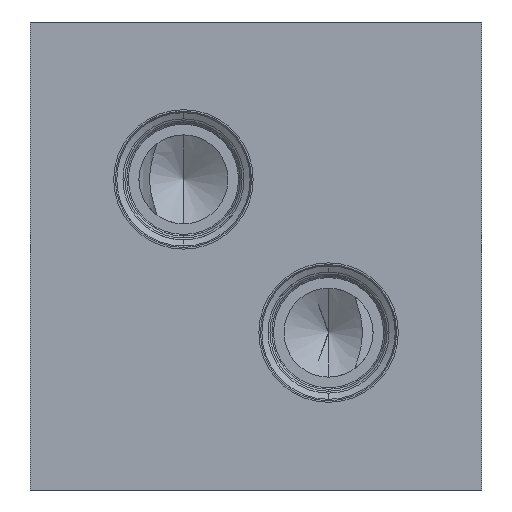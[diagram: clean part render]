
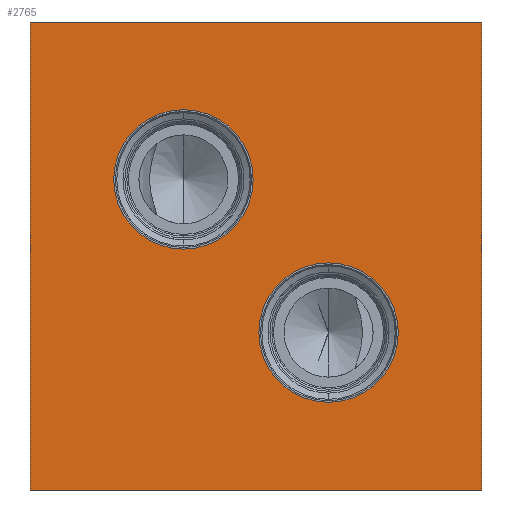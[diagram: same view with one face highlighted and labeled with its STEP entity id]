
A CAD part, front view. The second image highlights one B-rep face of the part: STEP entity #2765.
In plain terms, the highlighted planar face has unit normal (0, -1, 0).
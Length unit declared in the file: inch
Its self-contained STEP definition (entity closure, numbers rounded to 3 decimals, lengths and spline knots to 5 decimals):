
#5=DIRECTION('',(1.,0.,0.));
#6=VECTOR('',#5,3.5);
#7=CARTESIAN_POINT('',(0.,-3.5,0.));
#8=LINE('',#7,#6);
#95=DIRECTION('',(0.,0.,1.));
#96=VECTOR('',#95,3.625);
#97=CARTESIAN_POINT('',(3.5,-3.5,0.));
#98=LINE('',#97,#96);
#119=DIRECTION('',(0.,0.,1.));
#120=VECTOR('',#119,3.625);
#121=CARTESIAN_POINT('',(0.,-3.5,0.));
#122=LINE('',#121,#120);
#123=CARTESIAN_POINT('',(1.188,-3.5,2.406));
#124=DIRECTION('',(0.,1.,0.));
#125=DIRECTION('',(0.,0.,-1.));
#126=AXIS2_PLACEMENT_3D('',#123,#124,#125);
#128=CARTESIAN_POINT('',(1.188,-3.5,2.406));
#129=DIRECTION('',(0.,1.,0.));
#130=DIRECTION('',(0.,0.,1.));
#131=AXIS2_PLACEMENT_3D('',#128,#129,#130);
#133=CARTESIAN_POINT('',(2.312,-3.5,1.219));
#134=DIRECTION('',(0.,1.,0.));
#135=DIRECTION('',(0.,0.,-1.));
#136=AXIS2_PLACEMENT_3D('',#133,#134,#135);
#138=CARTESIAN_POINT('',(2.312,-3.5,1.219));
#139=DIRECTION('',(0.,1.,0.));
#140=DIRECTION('',(0.,0.,1.));
#141=AXIS2_PLACEMENT_3D('',#138,#139,#140);
#155=DIRECTION('',(1.,0.,0.));
#156=VECTOR('',#155,3.5);
#157=CARTESIAN_POINT('',(0.,-3.5,3.625));
#158=LINE('',#157,#156);
#2297=CARTESIAN_POINT('',(0.,-3.5,0.));
#2299=VERTEX_POINT('',#2297);
#2300=CARTESIAN_POINT('',(3.5,-3.5,0.));
#2301=VERTEX_POINT('',#2300);
#2305=CARTESIAN_POINT('',(0.,-3.5,3.625));
#2307=VERTEX_POINT('',#2305);
#2308=CARTESIAN_POINT('',(3.5,-3.5,3.625));
#2309=VERTEX_POINT('',#2308);
#2412=CARTESIAN_POINT('',(1.188,-3.5,1.866));
#2413=CARTESIAN_POINT('',(1.188,-3.5,2.946));
#2414=VERTEX_POINT('',#2412);
#2415=VERTEX_POINT('',#2413);
#2474=CARTESIAN_POINT('',(2.312,-3.5,0.679));
#2475=CARTESIAN_POINT('',(2.312,-3.5,1.759));
#2476=VERTEX_POINT('',#2474);
#2477=VERTEX_POINT('',#2475);
#2741=CARTESIAN_POINT('',(0.,-3.5,0.));
#2742=DIRECTION('',(0.,-1.,0.));
#2743=DIRECTION('',(1.,0.,0.));
#2744=AXIS2_PLACEMENT_3D('',#2741,#2742,#2743);
#2745=PLANE('',#2744);
#2746=ORIENTED_EDGE('',*,*,#2635,.F.);
#2747=ORIENTED_EDGE('',*,*,#2666,.T.);
#2749=ORIENTED_EDGE('',*,*,#2748,.T.);
#2750=ORIENTED_EDGE('',*,*,#2721,.F.);
#2751=EDGE_LOOP('',(#2746,#2747,#2749,#2750));
#2752=FACE_OUTER_BOUND('',#2751,.F.);
#2754=ORIENTED_EDGE('',*,*,#2753,.F.);
#2756=ORIENTED_EDGE('',*,*,#2755,.F.);
#2757=EDGE_LOOP('',(#2754,#2756));
#2758=FACE_BOUND('',#2757,.F.);
#2760=ORIENTED_EDGE('',*,*,#2759,.F.);
#2762=ORIENTED_EDGE('',*,*,#2761,.F.);
#2763=EDGE_LOOP('',(#2760,#2762));
#2764=FACE_BOUND('',#2763,.F.);
#2765=ADVANCED_FACE('',(#2752,#2758,#2764),#2745,.T.);
#127=CIRCLE('',#126,0.54);
#132=CIRCLE('',#131,0.54);
#137=CIRCLE('',#136,0.54);
#142=CIRCLE('',#141,0.54);
#2635=EDGE_CURVE('',#2299,#2301,#8,.T.);
#2666=EDGE_CURVE('',#2299,#2307,#122,.T.);
#2721=EDGE_CURVE('',#2301,#2309,#98,.T.);
#2748=EDGE_CURVE('',#2307,#2309,#158,.T.);
#2753=EDGE_CURVE('',#2414,#2415,#127,.T.);
#2755=EDGE_CURVE('',#2415,#2414,#132,.T.);
#2759=EDGE_CURVE('',#2476,#2477,#137,.T.);
#2761=EDGE_CURVE('',#2477,#2476,#142,.T.);
